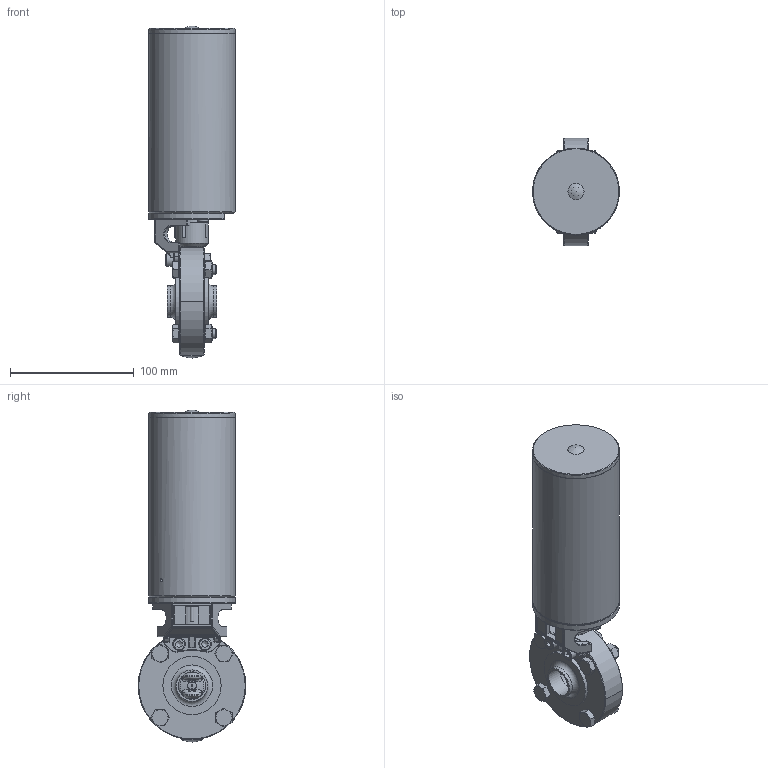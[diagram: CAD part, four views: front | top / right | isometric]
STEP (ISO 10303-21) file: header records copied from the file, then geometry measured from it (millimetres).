
FILE_DESCRIPTION(/* description */ (''),/* implementation_level */ '2;1');
FILE_NAME(/* name */ '52204100XX40.stp',/* time_stamp */ '2021-08-02T15:04:59+02:00',/* author */ ('csiebelds'),/* organization */ (''),/* preprocessor_version */ 'ST-DEVELOPER v18',/* originating_system */ 'Autodesk Inventor 2020',/* authorisation */ '');
FILE_SCHEMA (('CONFIG_CONTROL_DESIGN'));
Length unit declared in the file: millimetre
Products named in the file (1): 107586
Bounding box: 70.2 x 87 x 268 mm (x, y, z)
Volume: 337907 mm3; surface area: 136289.6 mm2
Topology: 1 solids, 1 shells, 754 faces, 1948 edges, 1233 vertices
Faces by surface type: plane 285, cylinder 227, cone 90, bspline 67, torus 55, sphere 30
Full cylindrical faces by diameter (mm): 2.5 x1, 4.134 x1, 6 x3, 7 x1, 7.2 x2, 7.323 x4, 8 x8, 8.5 x8, 9 x1, 10 x5, 10.2 x1, 11.4 x4, 12.2 x1, 18.5 x1, 19 x3, 19.5 x1, 20 x3, 22 x1, 22.3 x4, 23 x1, 25.4 x2, 26 x2, 26.3 x1, 26.6 x1, 29.5 x2, 47 x2, 65 x1, 65.9 x2, 66 x1, 70 x1
Entity records: 26511 total; most frequent: CARTESIAN_POINT 7727, ORIENTED_EDGE 3850, DIRECTION 3770, EDGE_CURVE 1925, AXIS2_PLACEMENT_3D 1526, VERTEX_POINT 1233, EDGE_LOOP 833, CIRCLE 774
